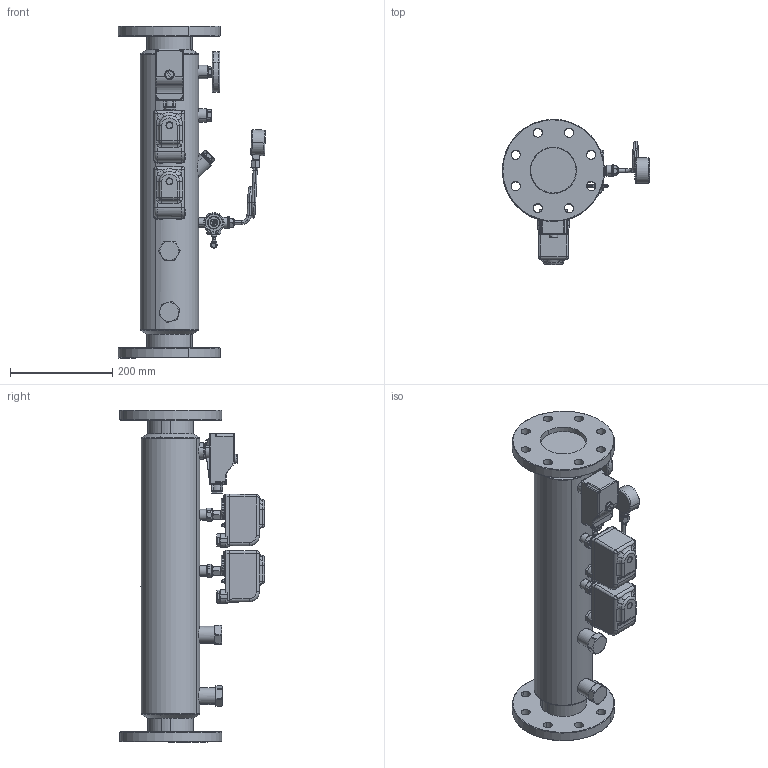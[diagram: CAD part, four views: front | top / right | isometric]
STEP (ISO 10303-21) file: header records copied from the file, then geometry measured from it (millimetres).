
FILE_DESCRIPTION(('CATIA V5 STEP Exchange','CAx-IF Rec.Pracs.--- Model Styling and Organization---1.5--- 2016-08-15','CAx-IF Rec.Pracs.---Supplemental Geometry---1.0---2011-11-01','CAx-IF Rec.Pracs.--- Composite Materials ---3.4---2017-06-13','CAx-IF Rec.Pracs.---Tessellated 3D Geometry---1.0---2015-12-17'),'2;1');
FILE_NAME('STEP_335800_-_TST.stp','2023-05-11T14:35:21+00:00',('none'),('none'),'CATIA Version 5-6 Release 2020 SP5','CATIA V5 STEP AP242 v2','none');
FILE_SCHEMA(('AP242_MANAGED_MODEL_BASED_3D_ENGINEERING_MIM_LF {1 0 10303 442 1 1 4}'));
Products named in the file (1): 335800 - TST
Bounding box: 288.28 x 283.9 x 650 mm (x, y, z)
Volume: 8477079 mm3; surface area: 577266.5 mm2
Topology: 4 solids, 8 shells, 1845 faces, 4418 edges, 2570 vertices
Faces by surface type: cylinder 643, plane 483, bspline 250, torus 213, cone 196, sphere 60
Entity records: 80444 total; most frequent: CARTESIAN_POINT 43478, ORIENTED_EDGE 8634, DIRECTION 5479, EDGE_CURVE 4317, AXIS2_PLACEMENT_3D 2871, VERTEX_POINT 2570, EDGE_LOOP 1974, ADVANCED_FACE 1845
